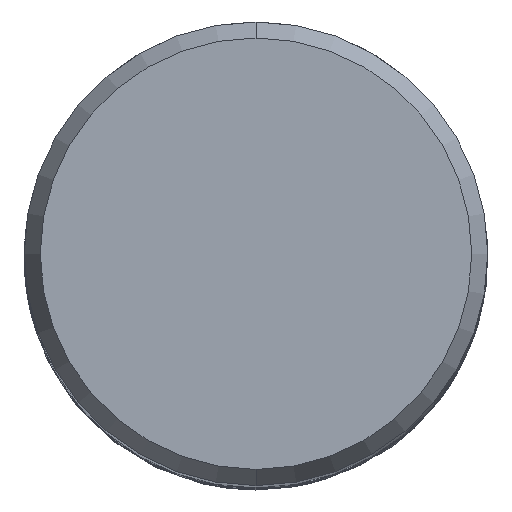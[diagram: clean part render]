
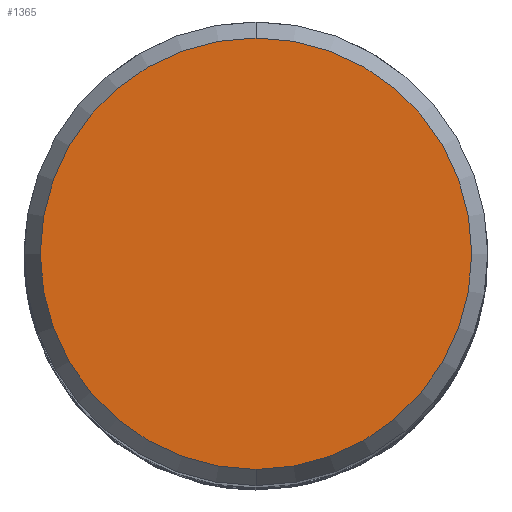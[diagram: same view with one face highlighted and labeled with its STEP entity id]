
A CAD part, top view. The second image highlights one B-rep face of the part: STEP entity #1365.
In plain terms, the highlighted planar face has unit normal (0, 0, 1).
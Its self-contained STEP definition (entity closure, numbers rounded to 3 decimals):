
#661=EDGE_CURVE('',#1773,#1757,#1920,.T.);
#1089=EDGE_CURVE('',#1757,#1773,#2390,.T.);
#1365=ADVANCED_FACE('',(#2687),#2688,.T.);
#1757=VERTEX_POINT('',#3115);
#1773=VERTEX_POINT('',#3134);
#1920=CIRCLE('',#3300,9.307);
#2390=CIRCLE('',#12861,9.307);
#2687=FACE_OUTER_BOUND('',#15547,.T.);
#2688=PLANE('',#15548);
#3115=CARTESIAN_POINT('',(0.0,9.307,0.0));
#3134=CARTESIAN_POINT('',(0.,-9.307,0.0));
#3300=AXIS2_PLACEMENT_3D('',#21270,#21271,#21272);
#12861=AXIS2_PLACEMENT_3D('',#21756,#21757,#21758);
#15547=EDGE_LOOP('',(#22064,#22065));
#15548=AXIS2_PLACEMENT_3D('',#22066,#22067,#22068);
#21270=CARTESIAN_POINT('',(0.0,0.0,0.0));
#21271=DIRECTION('',(0.0,0.0,-1.0));
#21272=DIRECTION('',(0.0,1.0,0.0));
#21756=CARTESIAN_POINT('',(0.0,0.0,0.0));
#21757=DIRECTION('',(0.0,0.0,-1.0));
#21758=DIRECTION('',(0.0,1.0,0.0));
#22064=ORIENTED_EDGE('',*,*,#1089,.F.);
#22065=ORIENTED_EDGE('',*,*,#661,.F.);
#22066=CARTESIAN_POINT('',(0.0,4.654,0.0));
#22067=DIRECTION('',(-0.0,0.0,1.0));
#22068=DIRECTION('',(0.0,-1.0,0.0));
